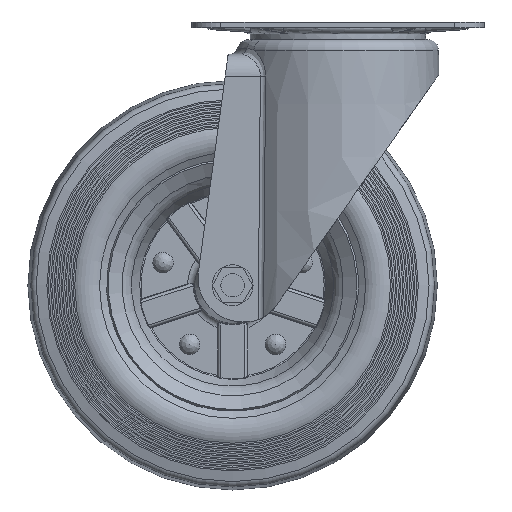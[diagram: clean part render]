
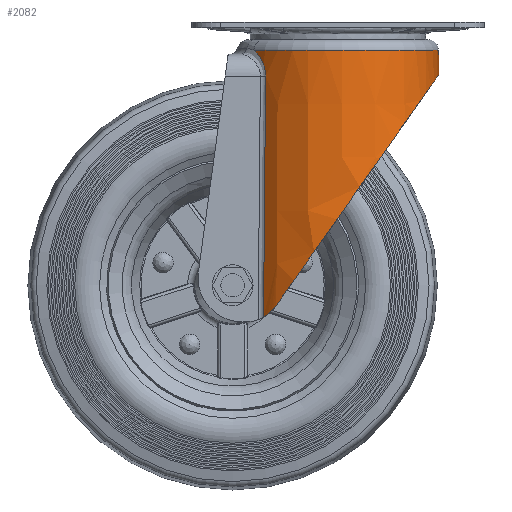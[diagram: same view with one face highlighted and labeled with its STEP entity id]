
A CAD part, front view. The second image highlights one B-rep face of the part: STEP entity #2082.
In plain terms, the highlighted conical face has half-angle 0.371 degrees and reference radius 70 mm.
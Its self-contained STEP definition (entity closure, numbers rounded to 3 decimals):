
#116=ELLIPSE('',#9336,120.833,69.543);
#389=CONICAL_SURFACE('',#9350,70.,0.371);
#1409=B_SPLINE_CURVE_WITH_KNOTS('',3,(#18906,#18907,#18908,#18909,#18910,
#18911),.UNSPECIFIED.,.F.,.F.,(4,2,4),(0.,0.5,1.),.UNSPECIFIED.);
#1414=B_SPLINE_CURVE_WITH_KNOTS('',3,(#18939,#18940,#18941,#18942),.UNSPECIFIED.,
.F.,.F.,(4,4),(0.,1.),.UNSPECIFIED.);
#1418=B_SPLINE_CURVE_WITH_KNOTS('',3,(#18969,#18970,#18971,#18972,#18973,
#18974,#18975,#18976,#18977,#18978),.UNSPECIFIED.,.F.,.F.,(4,3,3,4),(0.,
0.061,0.303,1.),.UNSPECIFIED.);
#1419=B_SPLINE_CURVE_WITH_KNOTS('',3,(#18980,#18981,#18982,#18983,#18984,
#18985,#18986,#18987,#18988,#18989),.UNSPECIFIED.,.F.,.F.,(4,3,3,4),(0.,
0.042,0.284,1.),.UNSPECIFIED.);
#1420=B_SPLINE_CURVE_WITH_KNOTS('',3,(#18991,#18992,#18993,#18994,#18995,
#18996),.UNSPECIFIED.,.F.,.F.,(4,2,4),(0.,0.5,1.),.UNSPECIFIED.);
#1421=B_SPLINE_CURVE_WITH_KNOTS('',3,(#19000,#19001,#19002,#19003,#19004,
#19005),.UNSPECIFIED.,.F.,.F.,(4,2,4),(0.,0.5,1.),.UNSPECIFIED.);
#2082=ADVANCED_FACE('',(#2718),#389,.T.);
#2718=FACE_OUTER_BOUND('',#3674,.T.);
#3674=EDGE_LOOP('',(#5717,#5718,#5719,#5720,#5721,#5722,#5723,#5724));
#5717=ORIENTED_EDGE('',*,*,#7949,.T.);
#5718=ORIENTED_EDGE('',*,*,#7934,.T.);
#5719=ORIENTED_EDGE('',*,*,#7927,.F.);
#5720=ORIENTED_EDGE('',*,*,#7942,.T.);
#5721=ORIENTED_EDGE('',*,*,#7950,.T.);
#5722=ORIENTED_EDGE('',*,*,#7951,.T.);
#5723=ORIENTED_EDGE('',*,*,#7952,.T.);
#5724=ORIENTED_EDGE('',*,*,#7953,.T.);
#6832=VERTEX_POINT('',#18885);
#6833=VERTEX_POINT('',#18887);
#6837=VERTEX_POINT('',#18912);
#6843=VERTEX_POINT('',#18938);
#6848=VERTEX_POINT('',#18979);
#6849=VERTEX_POINT('',#18990);
#6850=VERTEX_POINT('',#18997);
#6851=VERTEX_POINT('',#18999);
#7927=EDGE_CURVE('',#6832,#6833,#116,.T.);
#7934=EDGE_CURVE('',#6837,#6833,#1409,.T.);
#7942=EDGE_CURVE('',#6832,#6843,#1414,.T.);
#7949=EDGE_CURVE('',#6848,#6837,#1418,.T.);
#7950=EDGE_CURVE('',#6843,#6849,#1419,.T.);
#7951=EDGE_CURVE('',#6849,#6850,#1420,.T.);
#7952=EDGE_CURVE('',#6850,#6851,#8560,.T.);
#7953=EDGE_CURVE('',#6851,#6848,#1421,.T.);
#8560=CIRCLE('',#9349,68.798);
#9336=AXIS2_PLACEMENT_3D('',#18886,#11157,#11158);
#9349=AXIS2_PLACEMENT_3D('',#18998,#11188,#11189);
#9350=AXIS2_PLACEMENT_3D('',#19006,#11190,#11191);
#11157=DIRECTION('',(0.818,0.,-0.576));
#11158=DIRECTION('',(-0.576,0.,-0.818));
#11188=DIRECTION('',(0.,0.,-1.));
#11189=DIRECTION('',(1.,0.,0.));
#11190=DIRECTION('',(0.,0.,-1.));
#11191=DIRECTION('',(-1.,0.,0.));
#18885=CARTESIAN_POINT('',(-42.532,55.511,-194.389));
#18886=CARTESIAN_POINT('',(-0.64,0.,-134.868));
#18887=CARTESIAN_POINT('',(-42.532,-55.511,-194.389));
#18906=CARTESIAN_POINT('',(-50.861,-48.066,-201.868));
#18907=CARTESIAN_POINT('',(-49.396,-49.608,-201.057));
#18908=CARTESIAN_POINT('',(-47.936,-51.002,-200.058));
#18909=CARTESIAN_POINT('',(-45.106,-53.5,-197.584));
#18910=CARTESIAN_POINT('',(-43.736,-54.602,-196.1));
#18911=CARTESIAN_POINT('',(-42.532,-55.511,-194.389));
#18912=CARTESIAN_POINT('',(-50.861,-48.066,-201.868));
#18938=CARTESIAN_POINT('',(-50.861,48.066,-201.868));
#18939=CARTESIAN_POINT('',(-42.532,55.511,-194.389));
#18940=CARTESIAN_POINT('',(-44.945,53.69,-197.818));
#18941=CARTESIAN_POINT('',(-47.927,51.155,-200.243));
#18942=CARTESIAN_POINT('',(-50.861,48.066,-201.868));
#18969=CARTESIAN_POINT('',(-49.43,-48.016,-37.032));
#18970=CARTESIAN_POINT('',(-49.459,-48.017,-40.366));
#18971=CARTESIAN_POINT('',(-49.488,-48.018,-43.699));
#18972=CARTESIAN_POINT('',(-49.517,-48.019,-47.032));
#18973=CARTESIAN_POINT('',(-49.634,-48.023,-60.365));
#18974=CARTESIAN_POINT('',(-49.75,-48.027,-73.698));
#18975=CARTESIAN_POINT('',(-49.866,-48.031,-87.03));
#18976=CARTESIAN_POINT('',(-50.199,-48.043,-125.31));
#18977=CARTESIAN_POINT('',(-50.531,-48.054,-163.589));
#18978=CARTESIAN_POINT('',(-50.861,-48.066,-201.868));
#18979=CARTESIAN_POINT('',(-49.43,-48.016,-37.032));
#18980=CARTESIAN_POINT('',(-50.861,48.066,-201.868));
#18981=CARTESIAN_POINT('',(-50.841,48.065,-199.579));
#18982=CARTESIAN_POINT('',(-50.821,48.064,-197.29));
#18983=CARTESIAN_POINT('',(-50.802,48.064,-195.));
#18984=CARTESIAN_POINT('',(-50.687,48.06,-181.668));
#18985=CARTESIAN_POINT('',(-50.571,48.056,-168.335));
#18986=CARTESIAN_POINT('',(-50.456,48.052,-155.002));
#18987=CARTESIAN_POINT('',(-50.115,48.04,-115.679));
#18988=CARTESIAN_POINT('',(-49.773,48.028,-76.356));
#18989=CARTESIAN_POINT('',(-49.43,48.016,-37.032));
#18990=CARTESIAN_POINT('',(-49.43,48.016,-37.032));
#18991=CARTESIAN_POINT('',(-49.43,48.016,-37.032));
#18992=CARTESIAN_POINT('',(-49.397,48.015,-33.206));
#18993=CARTESIAN_POINT('',(-50.423,46.957,-29.509));
#18994=CARTESIAN_POINT('',(-53.403,43.476,-23.486));
#18995=CARTESIAN_POINT('',(-55.306,41.078,-21.093));
#18996=CARTESIAN_POINT('',(-57.182,38.255,-19.451));
#18997=CARTESIAN_POINT('',(-57.182,38.255,-19.451));
#18998=CARTESIAN_POINT('',(0.,0.,
-19.451));
#18999=CARTESIAN_POINT('',(-57.182,-38.255,-19.451));
#19000=CARTESIAN_POINT('',(-57.182,-38.255,-19.451));
#19001=CARTESIAN_POINT('',(-55.306,-41.078,-21.094));
#19002=CARTESIAN_POINT('',(-53.406,-43.473,-23.477));
#19003=CARTESIAN_POINT('',(-50.411,-46.97,-29.535));
#19004=CARTESIAN_POINT('',(-49.397,-48.015,-33.205));
#19005=CARTESIAN_POINT('',(-49.43,-48.016,-37.032));
#19006=CARTESIAN_POINT('',(0.,0.,
-205.));
